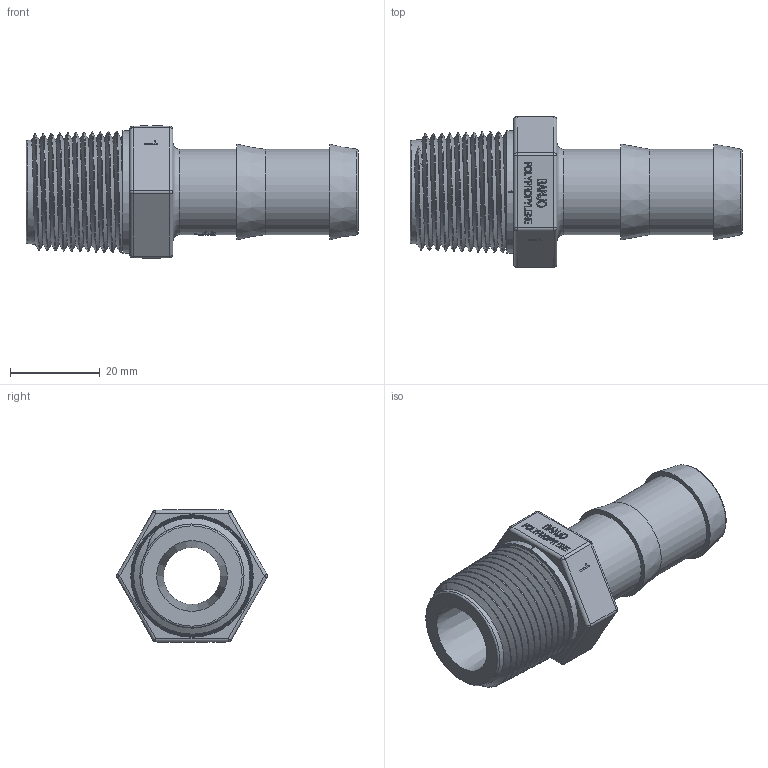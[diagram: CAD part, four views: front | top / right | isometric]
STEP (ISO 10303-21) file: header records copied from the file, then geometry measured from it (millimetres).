
FILE_DESCRIPTION(/* description */ ('3/4" MALE THREAD x 3/4" HOSE SHANK'),/* implementation_level */ '2;1');
FILE_NAME(/* name */ 'HB075.stp',/* time_stamp */ '2022-11-02T10:01:49-04:00',/* author */ ('DLC'),/* organization */ (''),/* preprocessor_version */ 'ST-DEVELOPER v18.1',/* originating_system */ 'Autodesk Inventor 2022',/* authorisation */ '');
FILE_SCHEMA (('AUTOMOTIVE_DESIGN { 1 0 10303 214 3 1 1 }'));
Length unit declared in the file: inch
Products named in the file (2): HB075; HB075U
Assembly tree (1 placements, depth 2):
  HB075
    HB075U
Bounding box: 74.04 x 33.68 x 29.52 mm (x, y, z)
Volume: 20767.3 mm3; surface area: 10870.1 mm2
Topology: 1 solids, 1 shells, 467 faces, 1209 edges, 793 vertices
Faces by surface type: plane 262, bspline 143, cylinder 29, cone 17, sphere 12, torus 4
Full cylindrical faces by diameter (mm): 12.7 x1, 19.05 x2, 27.305 x1
Entity records: 21783 total; most frequent: CARTESIAN_POINT 11220, ORIENTED_EDGE 2418, DIRECTION 1669, EDGE_CURVE 1209, VERTEX_POINT 793, LINE 783, VECTOR 783, EDGE_LOOP 518
